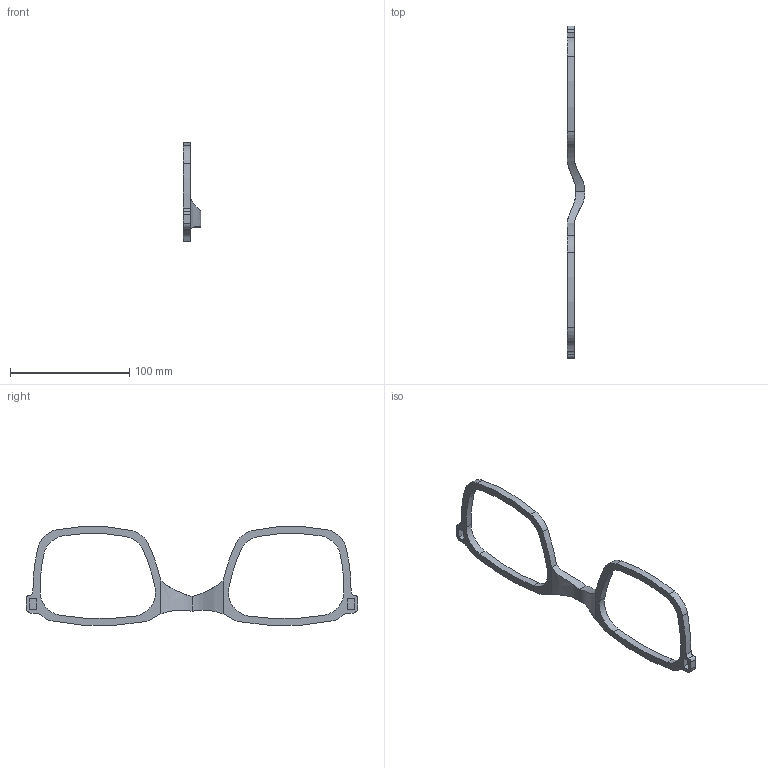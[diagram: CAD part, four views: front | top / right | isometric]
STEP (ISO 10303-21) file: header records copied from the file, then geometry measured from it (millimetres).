
FILE_DESCRIPTION((''),'2;1');
FILE_NAME('240122_GLASSES_FRAME','2024-12-08T00:49:59',('PatzminiHD'),(''),'CREO PARAMETRIC BY PTC INC, 2021063','CREO PARAMETRIC BY PTC INC, 2021063','');
FILE_SCHEMA(('CONFIG_CONTROL_DESIGN'));
Length unit declared in the file: millimetre
Products named in the file (1): 240122_GLASSES_FRAME
Bounding box: 14.89 x 278.86 x 83.12 mm (x, y, z)
Volume: 29936 mm3; surface area: 18281.9 mm2
Topology: 1 solids, 1 shells, 68 faces, 184 edges, 120 vertices
Faces by surface type: cylinder 40, plane 20, extrusion 8
Entity records: 2333 total; most frequent: CARTESIAN_POINT 519, DIRECTION 380, ORIENTED_EDGE 368, EDGE_CURVE 184, AXIS2_PLACEMENT_3D 140, VERTEX_POINT 120, VECTOR 100, LINE 92
